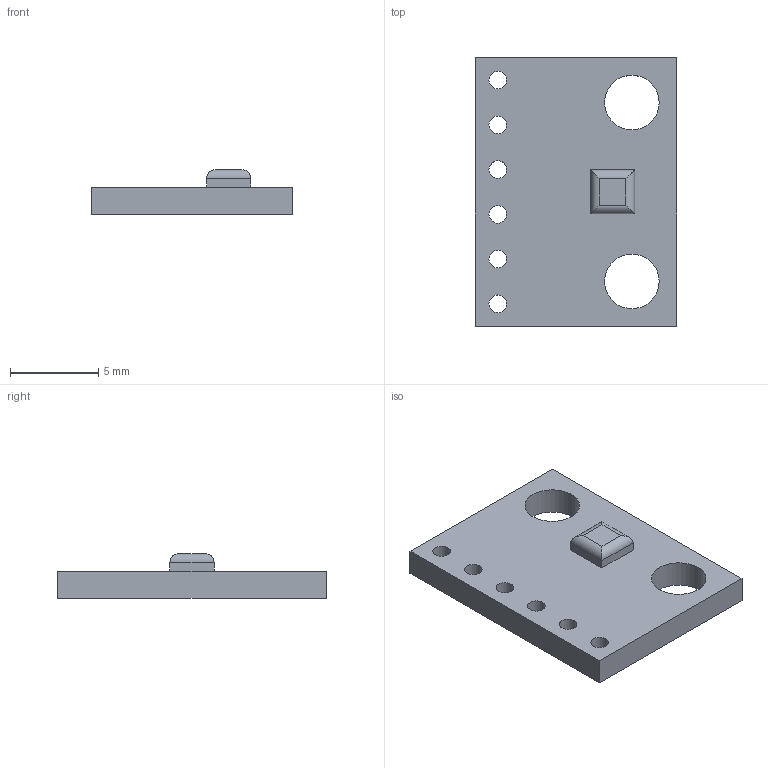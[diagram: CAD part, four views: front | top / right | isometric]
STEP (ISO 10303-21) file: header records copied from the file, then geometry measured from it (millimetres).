
FILE_DESCRIPTION(('FreeCAD Model'),'2;1');
FILE_NAME('Open CASCADE Shape Model','2021-05-03T09:41:29',('Marc Ketel' ),('https://github.com/atoomnetmarc'), 'Open CASCADE STEP processor 7.5','FreeCAD','Unknown');
FILE_SCHEMA(('AUTOMOTIVE_DESIGN { 1 0 10303 214 1 1 1 1 }'));
Length unit declared in the file: millimetre
Products named in the file (1): Fillet
Bounding box: 11.43 x 15.24 x 2.54 mm (x, y, z)
Volume: 243.5 mm3; surface area: 457.7 mm2
Topology: 1 solids, 1 shells, 23 faces, 56 edges, 36 vertices
Faces by surface type: cylinder 12, plane 11
Full cylindrical faces by diameter (mm): 1 x6, 3.1 x2
Entity records: 1711 total; most frequent: CARTESIAN_POINT 380, DIRECTION 212, LINE 124, VECTOR 124, ORIENTED_EDGE 112, PCURVE 112, DEFINITIONAL_REPRESENTATION 112, EDGE_CURVE 56
